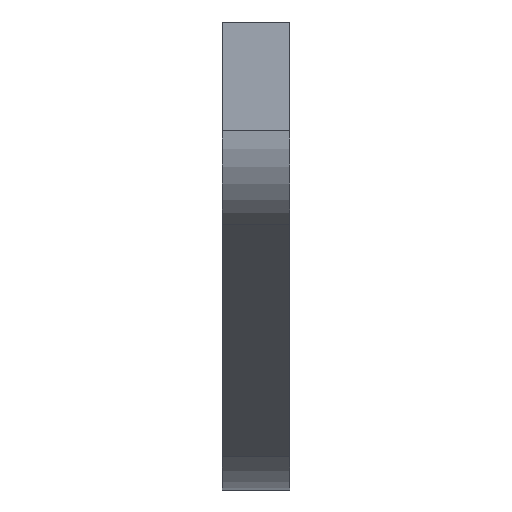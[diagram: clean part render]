
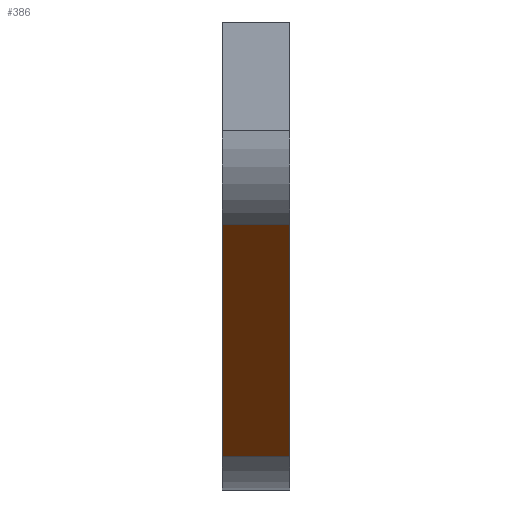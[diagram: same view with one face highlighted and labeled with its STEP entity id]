
A CAD part, left-side view. The second image highlights one B-rep face of the part: STEP entity #386.
In plain terms, the highlighted planar face has unit normal (-0.555, 0, -0.832).
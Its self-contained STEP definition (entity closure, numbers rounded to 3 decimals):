
#6 = VECTOR ( 'NONE', #792, 1000. ) ;
#27 = CARTESIAN_POINT ( 'NONE',  ( -40.552, 6., 6.031 ) ) ;
#50 = CARTESIAN_POINT ( 'NONE',  ( -9.716, 6., -14.555 ) ) ;
#70 = CARTESIAN_POINT ( 'NONE',  ( -9.716, 0., -14.555 ) ) ;
#111 = FACE_OUTER_BOUND ( 'NONE', #762, .T. ) ;
#112 = EDGE_CURVE ( 'NONE', #843, #654, #459, .T. ) ;
#127 = VERTEX_POINT ( 'NONE', #449 ) ;
#171 = CARTESIAN_POINT ( 'NONE',  ( -9.716, 6., -14.555 ) ) ;
#181 = DIRECTION ( 'NONE',  ( -0.832, 0., 0.555 ) ) ;
#196 = PLANE ( 'NONE',  #409 ) ;
#259 = CARTESIAN_POINT ( 'NONE',  ( -9.716, 0., -14.555 ) ) ;
#276 = EDGE_CURVE ( 'NONE', #399, #127, #642, .T. ) ;
#279 = VECTOR ( 'NONE', #181, 1000. ) ;
#296 = ORIENTED_EDGE ( 'NONE', *, *, #276, .F. ) ;
#306 = DIRECTION ( 'NONE',  ( -0.832, 0., 0.555 ) ) ;
#308 = CARTESIAN_POINT ( 'NONE',  ( -9.716, 6., -14.555 ) ) ;
#339 = DIRECTION ( 'NONE',  ( 0.555, 0., 0.832 ) ) ;
#357 = DIRECTION ( 'NONE',  ( 0.832, 0., -0.555 ) ) ;
#368 = EDGE_CURVE ( 'NONE', #654, #127, #561, .T. ) ;
#386 = ADVANCED_FACE ( 'NONE', ( #111 ), #196, .F. ) ;
#399 = VERTEX_POINT ( 'NONE', #734 ) ;
#409 = AXIS2_PLACEMENT_3D ( 'NONE', #50, #339, #357 ) ;
#449 = CARTESIAN_POINT ( 'NONE',  ( -40.552, 6., 6.031 ) ) ;
#459 = LINE ( 'NONE', #70, #718 ) ;
#470 = LINE ( 'NONE', #308, #6 ) ;
#500 = ORIENTED_EDGE ( 'NONE', *, *, #112, .T. ) ;
#525 = VECTOR ( 'NONE', #804, 1000. ) ;
#529 = ORIENTED_EDGE ( 'NONE', *, *, #714, .T. ) ;
#561 = LINE ( 'NONE', #27, #525 ) ;
#575 = ORIENTED_EDGE ( 'NONE', *, *, #368, .T. ) ;
#642 = LINE ( 'NONE', #171, #279 ) ;
#654 = VERTEX_POINT ( 'NONE', #828 ) ;
#714 = EDGE_CURVE ( 'NONE', #399, #843, #470, .T. ) ;
#718 = VECTOR ( 'NONE', #306, 1000. ) ;
#734 = CARTESIAN_POINT ( 'NONE',  ( -9.716, 6., -14.555 ) ) ;
#762 = EDGE_LOOP ( 'NONE', ( #500, #575, #296, #529 ) ) ;
#792 = DIRECTION ( 'NONE',  ( 0., -1., 0. ) ) ;
#804 = DIRECTION ( 'NONE',  ( 0., 1., 0. ) ) ;
#828 = CARTESIAN_POINT ( 'NONE',  ( -40.552, 0., 6.031 ) ) ;
#843 = VERTEX_POINT ( 'NONE', #259 ) ;
